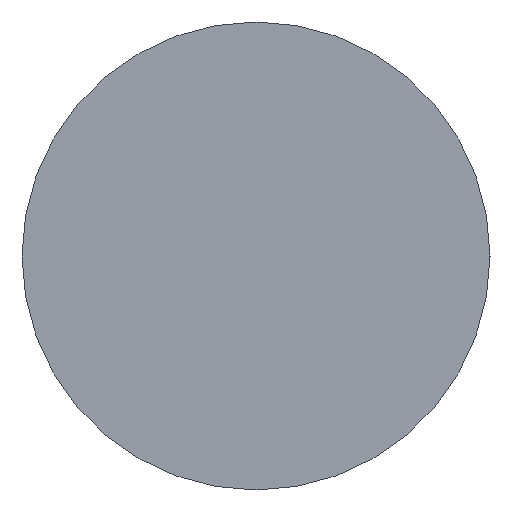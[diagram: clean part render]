
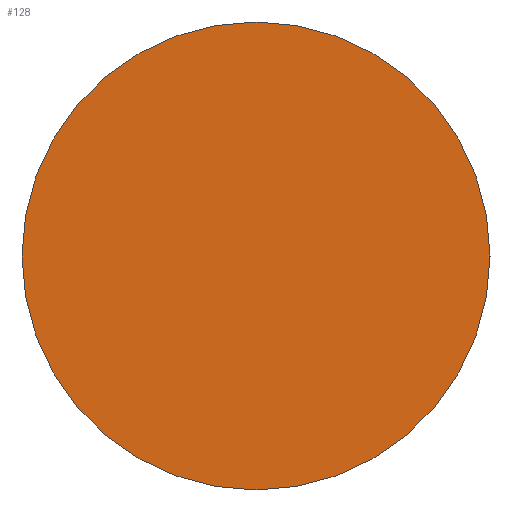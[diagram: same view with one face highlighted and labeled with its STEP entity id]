
A CAD part, left-side view. The second image highlights one B-rep face of the part: STEP entity #128.
In plain terms, the highlighted planar face has unit normal (-1, 0, 0).
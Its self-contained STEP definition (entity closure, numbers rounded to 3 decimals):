
#4 = CARTESIAN_POINT ( 'NONE',  ( 115.774, 65.234, 0. ) ) ;
#8 = PLANE ( 'NONE',  #81 ) ;
#15 = DIRECTION ( 'NONE',  ( -1., 0., 0. ) ) ;
#22 = AXIS2_PLACEMENT_3D ( 'NONE', #4, #15, #43 ) ;
#29 = DIRECTION ( 'NONE',  ( 1., 0., 0. ) ) ;
#30 = EDGE_CURVE ( 'NONE', #66, #80, #140, .T. ) ;
#31 = DIRECTION ( 'NONE',  ( -1., 0., 0. ) ) ;
#33 = CARTESIAN_POINT ( 'NONE',  ( 115.774, 65.234, 0. ) ) ;
#39 = EDGE_LOOP ( 'NONE', ( #158, #186 ) ) ;
#43 = DIRECTION ( 'NONE',  ( 0., 0., 1. ) ) ;
#48 = DIRECTION ( 'NONE',  ( 0., 0., 1. ) ) ;
#53 = CARTESIAN_POINT ( 'NONE',  ( 115.774, 65.234, -12.7 ) ) ;
#56 = CIRCLE ( 'NONE', #154, 12.7 ) ;
#66 = VERTEX_POINT ( 'NONE', #127 ) ;
#80 = VERTEX_POINT ( 'NONE', #53 ) ;
#81 = AXIS2_PLACEMENT_3D ( 'NONE', #117, #29, #162 ) ;
#115 = EDGE_CURVE ( 'NONE', #80, #66, #56, .T. ) ;
#117 = CARTESIAN_POINT ( 'NONE',  ( 115.774, 65.234, 0. ) ) ;
#127 = CARTESIAN_POINT ( 'NONE',  ( 115.774, 65.234, 12.7 ) ) ;
#128 = ADVANCED_FACE ( 'NONE', ( #145 ), #8, .F. ) ;
#140 = CIRCLE ( 'NONE', #22, 12.7 ) ;
#145 = FACE_OUTER_BOUND ( 'NONE', #39, .T. ) ;
#154 = AXIS2_PLACEMENT_3D ( 'NONE', #33, #31, #48 ) ;
#158 = ORIENTED_EDGE ( 'NONE', *, *, #30, .T. ) ;
#162 = DIRECTION ( 'NONE',  ( 0., 0., -1. ) ) ;
#186 = ORIENTED_EDGE ( 'NONE', *, *, #115, .T. ) ;
